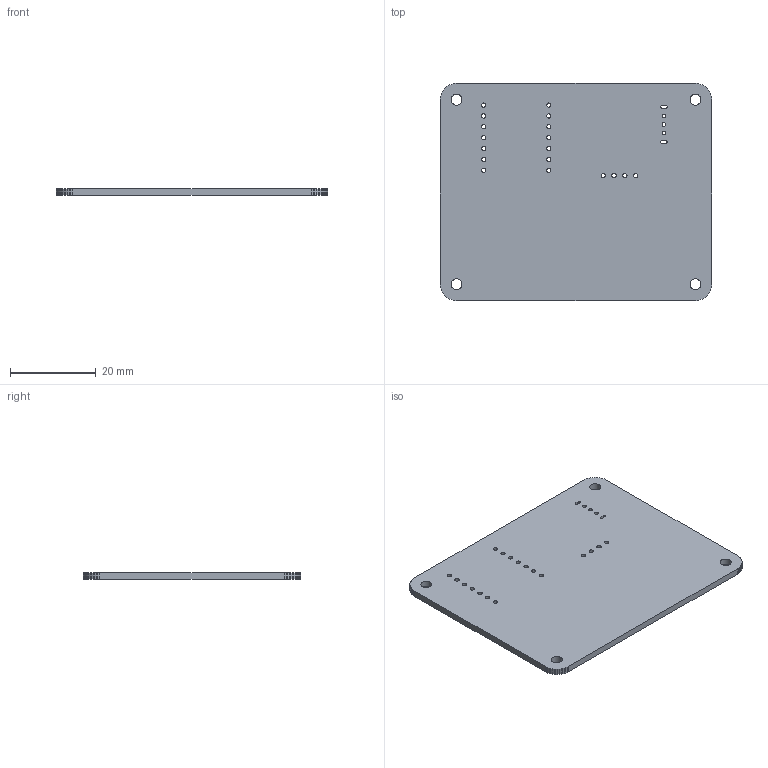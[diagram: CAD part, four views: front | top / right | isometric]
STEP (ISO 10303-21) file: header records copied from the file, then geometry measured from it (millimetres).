
FILE_DESCRIPTION(('KiCad electronic assembly'),'2;1');
FILE_NAME('destinationWeatherStation_r4.step','2024-02-20T14:27:42',( 'Pcbnew'),('Kicad'),'Open CASCADE STEP processor 7.7', 'KiCad to STEP converter','Unknown');
FILE_SCHEMA(('AUTOMOTIVE_DESIGN { 1 0 10303 214 1 1 1 1 }'));
Length unit declared in the file: millimetre
Products named in the file (2): destinationWeatherStation_r4 1; pcb2blender_tmp PCB
Assembly tree (1 placements, depth 2):
  destinationWeatherStation_r4 1
    pcb2blender_tmp PCB
Bounding box: 63.5 x 50.8 x 1.55 mm (x, y, z)
Volume: 4921.4 mm3; surface area: 6856.3 mm2
Topology: 1 solids, 1 shells, 135 faces, 399 edges, 266 vertices
Faces by surface type: plane 110, cylinder 25
Full cylindrical faces by diameter (mm): 0.9 x3, 1 x18, 2.54 x4
Entity records: 9869 total; most frequent: CARTESIAN_POINT 1988, DIRECTION 1383, LINE 1009, VECTOR 1009, ORIENTED_EDGE 798, PCURVE 798, DEFINITIONAL_REPRESENTATION 798, EDGE_CURVE 399
